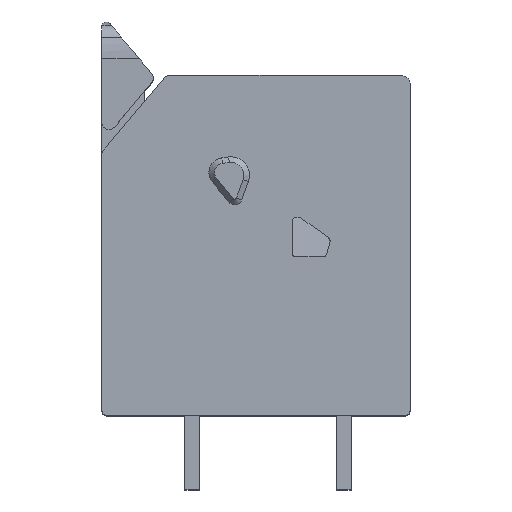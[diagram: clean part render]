
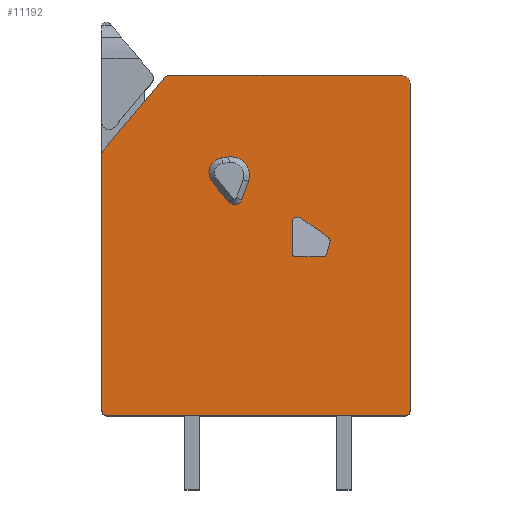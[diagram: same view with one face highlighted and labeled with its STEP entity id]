
A CAD part, top view. The second image highlights one B-rep face of the part: STEP entity #11192.
In plain terms, the highlighted planar face has unit normal (0, 0, 1).
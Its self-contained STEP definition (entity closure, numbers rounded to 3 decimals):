
#128=PLANE('',#11841);
#391=CIRCLE('',#11592,0.3);
#447=CIRCLE('',#11700,0.3);
#504=CIRCLE('',#11793,0.3);
#505=CIRCLE('',#11796,0.3);
#507=CIRCLE('',#11800,0.5);
#545=CIRCLE('',#11840,0.3);
#546=CIRCLE('',#11842,0.2);
#547=CIRCLE('',#11843,0.2);
#548=CIRCLE('',#11844,0.3);
#549=CIRCLE('',#11845,0.3);
#550=CIRCLE('',#11846,1.);
#551=CIRCLE('',#11847,0.4);
#552=CIRCLE('',#11848,0.8);
#1364=ORIENTED_EDGE('',*,*,#3690,.F.);
#1365=ORIENTED_EDGE('',*,*,#3691,.F.);
#1366=ORIENTED_EDGE('',*,*,#3692,.F.);
#1367=ORIENTED_EDGE('',*,*,#3693,.F.);
#1368=ORIENTED_EDGE('',*,*,#3139,.F.);
#1369=ORIENTED_EDGE('',*,*,#3694,.T.);
#1370=ORIENTED_EDGE('',*,*,#3695,.F.);
#1371=ORIENTED_EDGE('',*,*,#3696,.F.);
#1372=ORIENTED_EDGE('',*,*,#3697,.F.);
#1373=ORIENTED_EDGE('',*,*,#3698,.F.);
#1374=ORIENTED_EDGE('',*,*,#3699,.F.);
#1375=ORIENTED_EDGE('',*,*,#3700,.F.);
#1376=ORIENTED_EDGE('',*,*,#3701,.F.);
#1377=ORIENTED_EDGE('',*,*,#3702,.F.);
#1378=ORIENTED_EDGE('',*,*,#3703,.F.);
#1379=ORIENTED_EDGE('',*,*,#3704,.F.);
#1380=ORIENTED_EDGE('',*,*,#3330,.T.);
#1381=ORIENTED_EDGE('',*,*,#3371,.T.);
#1382=ORIENTED_EDGE('',*,*,#3573,.T.);
#1383=ORIENTED_EDGE('',*,*,#3584,.T.);
#1384=ORIENTED_EDGE('',*,*,#3586,.T.);
#1385=ORIENTED_EDGE('',*,*,#3604,.T.);
#1386=ORIENTED_EDGE('',*,*,#3608,.T.);
#1387=ORIENTED_EDGE('',*,*,#3687,.T.);
#1388=ORIENTED_EDGE('',*,*,#3689,.T.);
#1389=ORIENTED_EDGE('',*,*,#3387,.T.);
#3139=EDGE_CURVE('',#4341,#4339,#391,.T.);
#3330=EDGE_CURVE('',#4513,#4512,#447,.T.);
#3371=EDGE_CURVE('',#4512,#4551,#5235,.T.);
#3387=EDGE_CURVE('',#4563,#4513,#5249,.T.);
#3573=EDGE_CURVE('',#4551,#4725,#504,.T.);
#3584=EDGE_CURVE('',#4725,#4730,#5381,.T.);
#3586=EDGE_CURVE('',#4730,#4731,#505,.T.);
#3604=EDGE_CURVE('',#4731,#4741,#5397,.T.);
#3608=EDGE_CURVE('',#4741,#4743,#507,.T.);
#3687=EDGE_CURVE('',#4743,#4821,#5441,.T.);
#3689=EDGE_CURVE('',#4821,#4563,#545,.T.);
#3690=EDGE_CURVE('',#4822,#4823,#546,.T.);
#3691=EDGE_CURVE('',#4824,#4822,#5442,.T.);
#3692=EDGE_CURVE('',#4825,#4824,#547,.T.);
#3693=EDGE_CURVE('',#4339,#4825,#5443,.T.);
#3694=EDGE_CURVE('',#4341,#4826,#5444,.T.);
#3695=EDGE_CURVE('',#4827,#4826,#548,.T.);
#3696=EDGE_CURVE('',#4828,#4827,#5445,.T.);
#3697=EDGE_CURVE('',#4829,#4828,#549,.T.);
#3698=EDGE_CURVE('',#4823,#4829,#5446,.T.);
#3699=EDGE_CURVE('',#4830,#4831,#5447,.T.);
#3700=EDGE_CURVE('',#4832,#4830,#550,.T.);
#3701=EDGE_CURVE('',#4833,#4832,#5448,.T.);
#3702=EDGE_CURVE('',#4834,#4833,#551,.T.);
#3703=EDGE_CURVE('',#4835,#4834,#5449,.T.);
#3704=EDGE_CURVE('',#4831,#4835,#552,.T.);
#4339=VERTEX_POINT('',#14820);
#4341=VERTEX_POINT('',#14824);
#4512=VERTEX_POINT('',#15262);
#4513=VERTEX_POINT('',#15264);
#4551=VERTEX_POINT('',#15343);
#4563=VERTEX_POINT('',#15373);
#4725=VERTEX_POINT('',#15826);
#4730=VERTEX_POINT('',#15843);
#4731=VERTEX_POINT('',#15847);
#4741=VERTEX_POINT('',#15894);
#4743=VERTEX_POINT('',#15907);
#4821=VERTEX_POINT('',#16065);
#4822=VERTEX_POINT('',#16072);
#4823=VERTEX_POINT('',#16073);
#4824=VERTEX_POINT('',#16075);
#4825=VERTEX_POINT('',#16077);
#4826=VERTEX_POINT('',#16080);
#4827=VERTEX_POINT('',#16082);
#4828=VERTEX_POINT('',#16084);
#4829=VERTEX_POINT('',#16086);
#4830=VERTEX_POINT('',#16089);
#4831=VERTEX_POINT('',#16090);
#4832=VERTEX_POINT('',#16092);
#4833=VERTEX_POINT('',#16094);
#4834=VERTEX_POINT('',#16096);
#4835=VERTEX_POINT('',#16098);
#5235=LINE('',#15344,#6044);
#5249=LINE('',#15372,#6058);
#5381=LINE('',#15844,#6190);
#5397=LINE('',#15895,#6206);
#5441=LINE('',#16066,#6250);
#5442=LINE('',#16074,#6251);
#5443=LINE('',#16078,#6252);
#5444=LINE('',#16079,#6253);
#5445=LINE('',#16083,#6254);
#5446=LINE('',#16087,#6255);
#5447=LINE('',#16088,#6256);
#5448=LINE('',#16093,#6257);
#5449=LINE('',#16097,#6258);
#6044=VECTOR('',#12772,1000.);
#6058=VECTOR('',#12792,1000.);
#6190=VECTOR('',#13076,1000.);
#6206=VECTOR('',#13098,1000.);
#6250=VECTOR('',#13222,1000.);
#6251=VECTOR('',#13233,1000.);
#6252=VECTOR('',#13236,1000.);
#6253=VECTOR('',#13237,1000.);
#6254=VECTOR('',#13240,1000.);
#6255=VECTOR('',#13243,1000.);
#6256=VECTOR('',#13244,1000.);
#6257=VECTOR('',#13247,1000.);
#6258=VECTOR('',#13250,1000.);
#6821=EDGE_LOOP('',(#1364,#1365,#1366,#1367,#1368,#1369,#1370,#1371,#1372,
#1373));
#6822=EDGE_LOOP('',(#1374,#1375,#1376,#1377,#1378,#1379));
#6823=EDGE_LOOP('',(#1380,#1381,#1382,#1383,#1384,#1385,#1386,#1387,#1388,
#1389));
#7319=FACE_BOUND('',#6821,.T.);
#7320=FACE_BOUND('',#6822,.T.);
#7321=FACE_BOUND('',#6823,.T.);
#11192=ADVANCED_FACE('',(#7319,#7320,#7321),#128,.T.);
#11592=AXIS2_PLACEMENT_3D('',#14825,#12403,#12404);
#11700=AXIS2_PLACEMENT_3D('',#15263,#12714,#12715);
#11793=AXIS2_PLACEMENT_3D('',#15827,#13062,#13063);
#11796=AXIS2_PLACEMENT_3D('',#15848,#13080,#13081);
#11800=AXIS2_PLACEMENT_3D('',#15908,#13104,#13105);
#11840=AXIS2_PLACEMENT_3D('',#16069,#13227,#13228);
#11841=AXIS2_PLACEMENT_3D('',#16070,#13229,#13230);
#11842=AXIS2_PLACEMENT_3D('',#16071,#13231,#13232);
#11843=AXIS2_PLACEMENT_3D('',#16076,#13234,#13235);
#11844=AXIS2_PLACEMENT_3D('',#16081,#13238,#13239);
#11845=AXIS2_PLACEMENT_3D('',#16085,#13241,#13242);
#11846=AXIS2_PLACEMENT_3D('',#16091,#13245,#13246);
#11847=AXIS2_PLACEMENT_3D('',#16095,#13248,#13249);
#11848=AXIS2_PLACEMENT_3D('',#16099,#13251,#13252);
#12403=DIRECTION('',(0.,0.,1.));
#12404=DIRECTION('',(1.,0.,0.));
#12714=DIRECTION('',(0.,0.,1.));
#12715=DIRECTION('',(1.,0.,0.));
#12772=DIRECTION('',(0.,-1.,0.));
#12792=DIRECTION('',(-0.643,-0.766,0.));
#13062=DIRECTION('',(0.,0.,1.));
#13063=DIRECTION('',(1.,0.,0.));
#13076=DIRECTION('',(1.,0.,0.));
#13080=DIRECTION('',(0.,0.,1.));
#13081=DIRECTION('',(1.,0.,0.));
#13098=DIRECTION('',(0.,1.,0.));
#13104=DIRECTION('',(0.,0.,1.));
#13105=DIRECTION('',(1.,0.,0.));
#13222=DIRECTION('',(-1.,0.,0.));
#13227=DIRECTION('',(0.,0.,1.));
#13228=DIRECTION('',(1.,0.,0.));
#13229=DIRECTION('',(0.,0.,1.));
#13230=DIRECTION('',(1.,0.,0.));
#13231=DIRECTION('',(0.,0.,1.));
#13232=DIRECTION('',(1.,0.,0.));
#13233=DIRECTION('',(1.,0.,0.));
#13234=DIRECTION('',(0.,0.,1.));
#13235=DIRECTION('',(1.,0.,0.));
#13236=DIRECTION('',(0.,-1.,0.));
#13237=DIRECTION('',(1.,0.,0.));
#13238=DIRECTION('',(0.,0.,1.));
#13239=DIRECTION('',(1.,0.,0.));
#13240=DIRECTION('',(-0.819,0.574,0.));
#13241=DIRECTION('',(0.,0.,1.));
#13242=DIRECTION('',(1.,0.,0.));
#13243=DIRECTION('',(0.259,0.966,0.));
#13244=DIRECTION('',(-0.992,-0.128,0.));
#13245=DIRECTION('',(0.,0.,1.));
#13246=DIRECTION('',(1.,0.,0.));
#13247=DIRECTION('',(0.343,0.939,0.));
#13248=DIRECTION('',(0.,0.,1.));
#13249=DIRECTION('',(1.,0.,0.));
#13250=DIRECTION('',(0.638,-0.77,0.));
#13251=DIRECTION('',(0.,0.,1.));
#13252=DIRECTION('',(1.,0.,0.));
#14820=CARTESIAN_POINT('',(-2.8,10.444,20.));
#14824=CARTESIAN_POINT('',(-2.657,10.7,20.));
#14825=CARTESIAN_POINT('',(-2.5,10.444,20.));
#15262=CARTESIAN_POINT('',(-13.1,14.12,20.));
#15263=CARTESIAN_POINT('',(-12.8,14.12,20.));
#15264=CARTESIAN_POINT('',(-13.03,14.313,20.));
#15343=CARTESIAN_POINT('',(-13.1,0.3,20.));
#15344=CARTESIAN_POINT('',(-13.1,14.12,20.));
#15372=CARTESIAN_POINT('',(-9.69,18.293,20.));
#15373=CARTESIAN_POINT('',(-9.69,18.293,20.));
#15826=CARTESIAN_POINT('',(-12.8,0.,20.));
#15827=CARTESIAN_POINT('',(-12.8,0.3,20.));
#15843=CARTESIAN_POINT('',(3.3,0.,20.));
#15844=CARTESIAN_POINT('',(-12.8,0.,20.));
#15847=CARTESIAN_POINT('',(3.6,0.3,20.));
#15848=CARTESIAN_POINT('',(3.3,0.3,20.));
#15894=CARTESIAN_POINT('',(3.6,17.9,20.));
#15895=CARTESIAN_POINT('',(3.6,0.3,20.));
#15907=CARTESIAN_POINT('',(3.1,18.4,20.));
#15908=CARTESIAN_POINT('',(3.1,17.9,20.));
#16065=CARTESIAN_POINT('',(-9.46,18.4,20.));
#16066=CARTESIAN_POINT('',(3.1,18.4,20.));
#16069=CARTESIAN_POINT('',(-9.46,18.1,20.));
#16070=CARTESIAN_POINT('',(-12.8,14.12,20.));
#16071=CARTESIAN_POINT('',(-1.108,8.8,20.));
#16072=CARTESIAN_POINT('',(-1.108,8.6,20.));
#16073=CARTESIAN_POINT('',(-0.915,8.748,20.));
#16074=CARTESIAN_POINT('',(-2.6,8.6,20.));
#16075=CARTESIAN_POINT('',(-2.6,8.6,20.));
#16076=CARTESIAN_POINT('',(-2.6,8.8,20.));
#16077=CARTESIAN_POINT('',(-2.8,8.8,20.));
#16078=CARTESIAN_POINT('',(-2.8,10.444,20.));
#16079=CARTESIAN_POINT('',(-3.,10.7,20.));
#16080=CARTESIAN_POINT('',(-2.343,10.7,20.));
#16081=CARTESIAN_POINT('',(-2.5,10.444,20.));
#16082=CARTESIAN_POINT('',(-2.328,10.69,20.));
#16083=CARTESIAN_POINT('',(-0.872,9.67,20.));
#16084=CARTESIAN_POINT('',(-0.872,9.67,20.));
#16085=CARTESIAN_POINT('',(-1.044,9.425,20.));
#16086=CARTESIAN_POINT('',(-0.754,9.347,20.));
#16087=CARTESIAN_POINT('',(-0.915,8.748,20.));
#16088=CARTESIAN_POINT('',(-6.228,13.992,20.));
#16089=CARTESIAN_POINT('',(-6.228,13.992,20.));
#16090=CARTESIAN_POINT('',(-6.602,13.943,20.));
#16091=CARTESIAN_POINT('',(-6.1,13.,20.));
#16092=CARTESIAN_POINT('',(-5.161,12.657,20.));
#16093=CARTESIAN_POINT('',(-5.524,11.663,20.));
#16094=CARTESIAN_POINT('',(-5.524,11.663,20.));
#16095=CARTESIAN_POINT('',(-5.9,11.8,20.));
#16096=CARTESIAN_POINT('',(-6.208,11.545,20.));
#16097=CARTESIAN_POINT('',(-7.116,12.639,20.));
#16098=CARTESIAN_POINT('',(-7.116,12.639,20.));
#16099=CARTESIAN_POINT('',(-6.5,13.15,20.));
